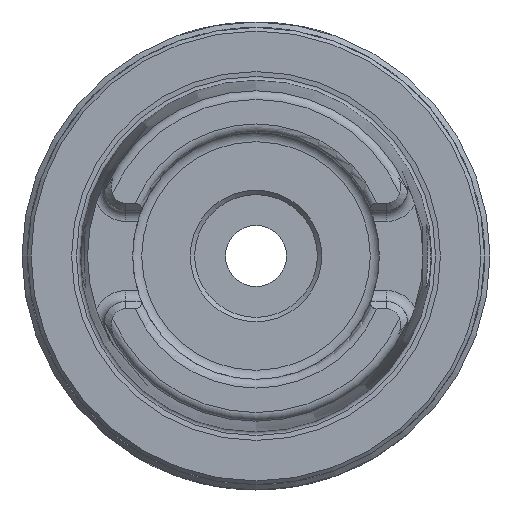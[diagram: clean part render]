
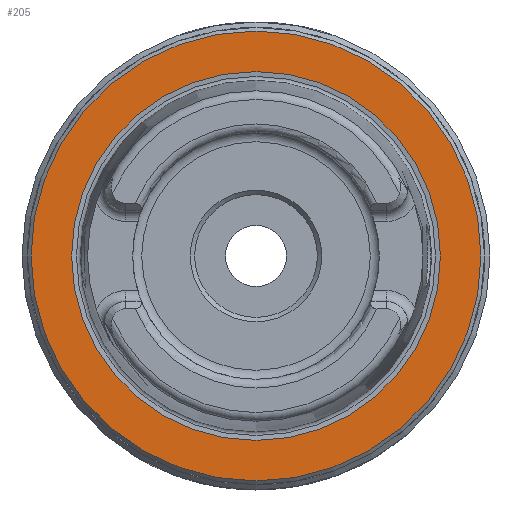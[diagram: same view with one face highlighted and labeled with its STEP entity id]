
A CAD part, left-side view. The second image highlights one B-rep face of the part: STEP entity #205.
In plain terms, the highlighted planar face has unit normal (-1, 0, 0).
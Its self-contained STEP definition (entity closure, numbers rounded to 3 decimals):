
#205 = ADVANCED_FACE( '', ( #528, #529 ), #530, .T. );
#528 = FACE_OUTER_BOUND( '', #1005, .T. );
#529 = FACE_BOUND( '', #1006, .T. );
#530 = PLANE( '', #1007 );
#1005 = EDGE_LOOP( '', ( #1598 ) );
#1006 = EDGE_LOOP( '', ( #1599 ) );
#1007 = AXIS2_PLACEMENT_3D( '', #1600, #1601, #1602 );
#1598 = ORIENTED_EDGE( '', *, *, #2671, .T. );
#1599 = ORIENTED_EDGE( '', *, *, #2672, .F. );
#1600 = CARTESIAN_POINT( '', ( 0., 0., 31. ) );
#1601 = DIRECTION( '', ( -1., 0., 0. ) );
#1602 = DIRECTION( '', ( 0., 0., 1. ) );
#2671 = EDGE_CURVE( '', #3198, #3198, #3199, .T. );
#2672 = EDGE_CURVE( '', #3200, #3200, #3201, .T. );
#3198 = VERTEX_POINT( '', #4463 );
#3199 = CIRCLE( '', #4464, 31. );
#3200 = VERTEX_POINT( '', #4465 );
#3201 = CIRCLE( '', #4466, 25.418 );
#4463 = CARTESIAN_POINT( '', ( 0., 0., 31. ) );
#4464 = AXIS2_PLACEMENT_3D( '', #5987, #5988, #5989 );
#4465 = CARTESIAN_POINT( '', ( 0., 0., 25.418 ) );
#4466 = AXIS2_PLACEMENT_3D( '', #5990, #5991, #5992 );
#5987 = CARTESIAN_POINT( '', ( 0., 0., 0. ) );
#5988 = DIRECTION( '', ( -1., 0., 0. ) );
#5989 = DIRECTION( '', ( 0., 0., 1. ) );
#5990 = CARTESIAN_POINT( '', ( 0., 0., 0. ) );
#5991 = DIRECTION( '', ( -1., 0., 0. ) );
#5992 = DIRECTION( '', ( 0., 0., 1. ) );
